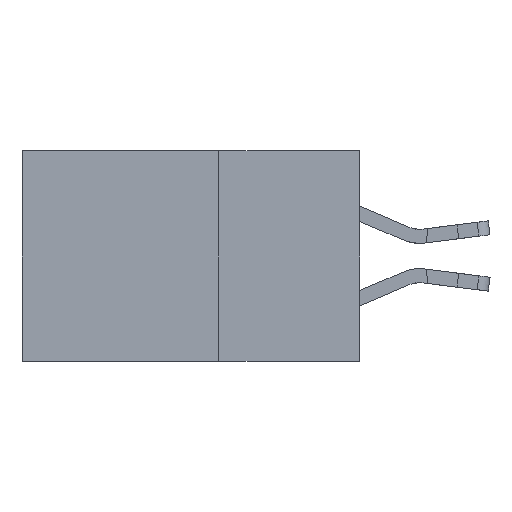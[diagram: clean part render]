
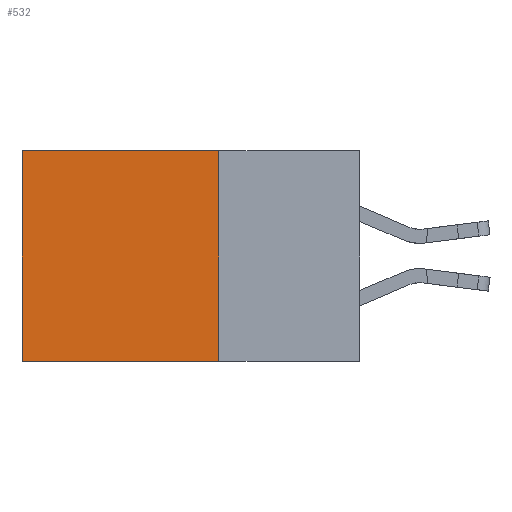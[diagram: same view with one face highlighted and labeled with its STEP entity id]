
A CAD part, left-side view. The second image highlights one B-rep face of the part: STEP entity #532.
In plain terms, the highlighted planar face has unit normal (-1, 0, 0).
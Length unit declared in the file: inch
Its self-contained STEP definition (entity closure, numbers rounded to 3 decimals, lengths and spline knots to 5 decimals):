
#532 = ADVANCED_FACE ( 'NONE', ( #14173 ), #16397, .F. ) ;
#808 = EDGE_CURVE ( 'NONE', #9547, #10358, #16295, .T. ) ;
#1772 = VECTOR ( 'NONE', #11196, 39.37008 ) ;
#1980 = AXIS2_PLACEMENT_3D ( 'NONE', #21428, #19858, #19929 ) ;
#2610 = VERTEX_POINT ( 'NONE', #4406 ) ;
#2987 = VECTOR ( 'NONE', #20174, 39.37008 ) ;
#4406 = CARTESIAN_POINT ( 'NONE',  ( 0.2875, 0.6, 0. ) ) ;
#7751 = LINE ( 'NONE', #21158, #10736 ) ;
#7935 = CARTESIAN_POINT ( 'NONE',  ( 0.2875, 0.6, -0.375 ) ) ;
#9480 = DIRECTION ( 'NONE',  ( 0., 1., 0. ) ) ;
#9547 = VERTEX_POINT ( 'NONE', #13550 ) ;
#10314 = DIRECTION ( 'NONE',  ( 0., 1., 0. ) ) ;
#10358 = VERTEX_POINT ( 'NONE', #14100 ) ;
#10643 = ORIENTED_EDGE ( 'NONE', *, *, #16376, .T. ) ;
#10736 = VECTOR ( 'NONE', #9480, 39.37008 ) ;
#11196 = DIRECTION ( 'NONE',  ( 0., 0., -1. ) ) ;
#12303 = VECTOR ( 'NONE', #10314, 39.37008 ) ;
#12978 = LINE ( 'NONE', #13508, #2987 ) ;
#13508 = CARTESIAN_POINT ( 'NONE',  ( 0.2875, 0.6, -0.375 ) ) ;
#13550 = CARTESIAN_POINT ( 'NONE',  ( 0.2875, 0.25, 0. ) ) ;
#14100 = CARTESIAN_POINT ( 'NONE',  ( 0.2875, 0.25, -0.375 ) ) ;
#14173 = FACE_OUTER_BOUND ( 'NONE', #15146, .T. ) ;
#14202 = ORIENTED_EDGE ( 'NONE', *, *, #808, .F. ) ;
#14731 = ORIENTED_EDGE ( 'NONE', *, *, #17078, .F. ) ;
#14978 = LINE ( 'NONE', #18909, #12303 ) ;
#15146 = EDGE_LOOP ( 'NONE', ( #10643, #14731, #14202, #18941 ) ) ;
#16295 = LINE ( 'NONE', #21511, #1772 ) ;
#16376 = EDGE_CURVE ( 'NONE', #2610, #18543, #12978, .T. ) ;
#16397 = PLANE ( 'NONE',  #1980 ) ;
#17078 = EDGE_CURVE ( 'NONE', #10358, #18543, #7751, .T. ) ;
#18028 = EDGE_CURVE ( 'NONE', #9547, #2610, #14978, .T. ) ;
#18543 = VERTEX_POINT ( 'NONE', #7935 ) ;
#18909 = CARTESIAN_POINT ( 'NONE',  ( 0.2875, 0.25, 0. ) ) ;
#18941 = ORIENTED_EDGE ( 'NONE', *, *, #18028, .T. ) ;
#19858 = DIRECTION ( 'NONE',  ( 1., 0., 0. ) ) ;
#19929 = DIRECTION ( 'NONE',  ( 0., 0., -1. ) ) ;
#20174 = DIRECTION ( 'NONE',  ( 0., 0., -1. ) ) ;
#21158 = CARTESIAN_POINT ( 'NONE',  ( 0.2875, 0.25, -0.375 ) ) ;
#21428 = CARTESIAN_POINT ( 'NONE',  ( 0.2875, 0.25, -0.375 ) ) ;
#21511 = CARTESIAN_POINT ( 'NONE',  ( 0.2875, 0.25, -0.375 ) ) ;
